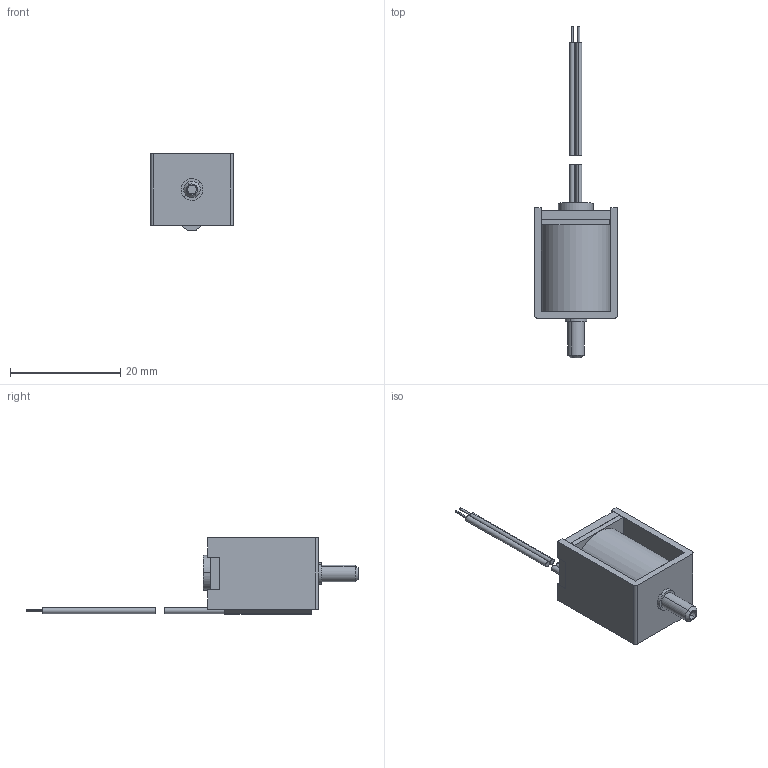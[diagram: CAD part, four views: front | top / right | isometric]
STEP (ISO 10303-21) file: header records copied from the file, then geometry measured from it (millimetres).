
FILE_DESCRIPTION (( 'STEP AP203' ), '1' );
FILE_NAME ('KSV05B.STEP', '2018-03-29T07:27:29', ( 'user' ), ( 'Microsoft' ), 'SwSTEP 2.0', 'SolidWorks 2017', '' );
FILE_SCHEMA (( 'CONFIG_CONTROL_DESIGN' ));
Length unit declared in the file: millimetre
Products named in the file (8): SV05BFM2; KSV05B; SV05BB1-1; SV05BFM1-2; SV05BPL2-15; ､ﾞ?; ｺ｣･]?; ?
Assembly tree (8 placements, depth 2):
  KSV05B
    SV05BB1-1
    SV05BFM1-2
    SV05BPL2-15
    ､ﾞ?  x2
    ｺ｣･]?
    ?
    SV05BFM2
Bounding box: 15 x 60.1 x 13.9 mm (x, y, z)
Volume: 3376.1 mm3; surface area: 4757.3 mm2
Topology: 10 solids, 10 shells, 129 faces, 311 edges, 206 vertices
Faces by surface type: plane 70, cylinder 55, cone 4
Entity records: 4441 total; most frequent: DIRECTION 659, CARTESIAN_POINT 616, ORIENTED_EDGE 586, EDGE_CURVE 293, AXIS2_PLACEMENT_3D 237, VERTEX_POINT 194, VECTOR 185, LINE 185
